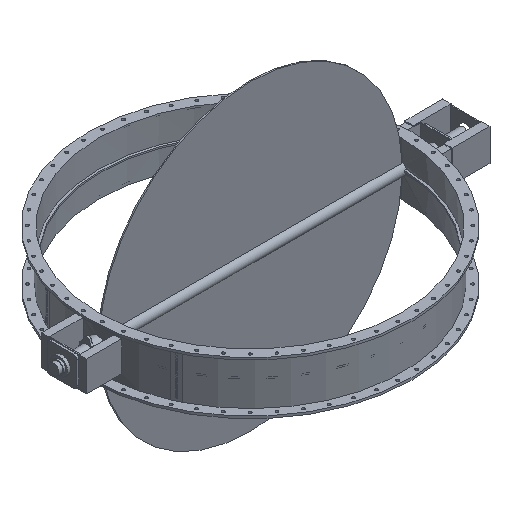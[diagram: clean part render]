
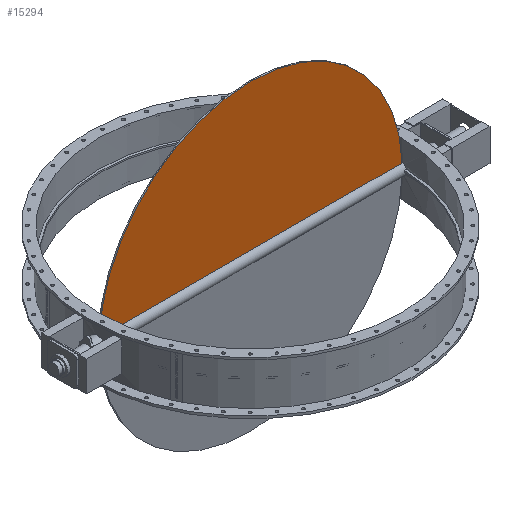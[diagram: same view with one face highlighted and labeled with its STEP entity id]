
A CAD part, isometric view. The second image highlights one B-rep face of the part: STEP entity #15294.
In plain terms, the highlighted planar face has unit normal (0, -1, 0).
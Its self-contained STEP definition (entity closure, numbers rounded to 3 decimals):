
#284=CIRCLE('',#16042,1000.);
#1161=PLANE('',#16041);
#1786=FACE_OUTER_BOUND('',#2729,.T.);
#2729=EDGE_LOOP('',(#12925,#12926));
#4228=LINE('',#26052,#5665);
#5665=VECTOR('',#18632,10.);
#7418=VERTEX_POINT('',#26050);
#7419=VERTEX_POINT('',#26051);
#9323=EDGE_CURVE('',#7418,#7419,#4228,.T.);
#9324=EDGE_CURVE('',#7418,#7419,#284,.T.);
#12925=ORIENTED_EDGE('',*,*,#9323,.F.);
#12926=ORIENTED_EDGE('',*,*,#9324,.T.);
#15294=ADVANCED_FACE('',(#1786),#1161,.T.);
#16041=AXIS2_PLACEMENT_3D('',#26049,#18630,#18631);
#16042=AXIS2_PLACEMENT_3D('',#26053,#18633,#18634);
#18630=DIRECTION('center_axis',(0.,-1.,0.));
#18631=DIRECTION('ref_axis',(0.,0.,-1.));
#18632=DIRECTION('',(-1.,0.,0.));
#18633=DIRECTION('center_axis',(0.,-1.,0.));
#18634=DIRECTION('ref_axis',(1.,0.,0.));
#26049=CARTESIAN_POINT('Origin',(0.,-4.,0.));
#26050=CARTESIAN_POINT('',(999.395,-4.,34.771));
#26051=CARTESIAN_POINT('',(-999.395,-4.,34.771));
#26052=CARTESIAN_POINT('',(1294.,-4.,34.771));
#26053=CARTESIAN_POINT('Origin',(0.,-4.,0.));
